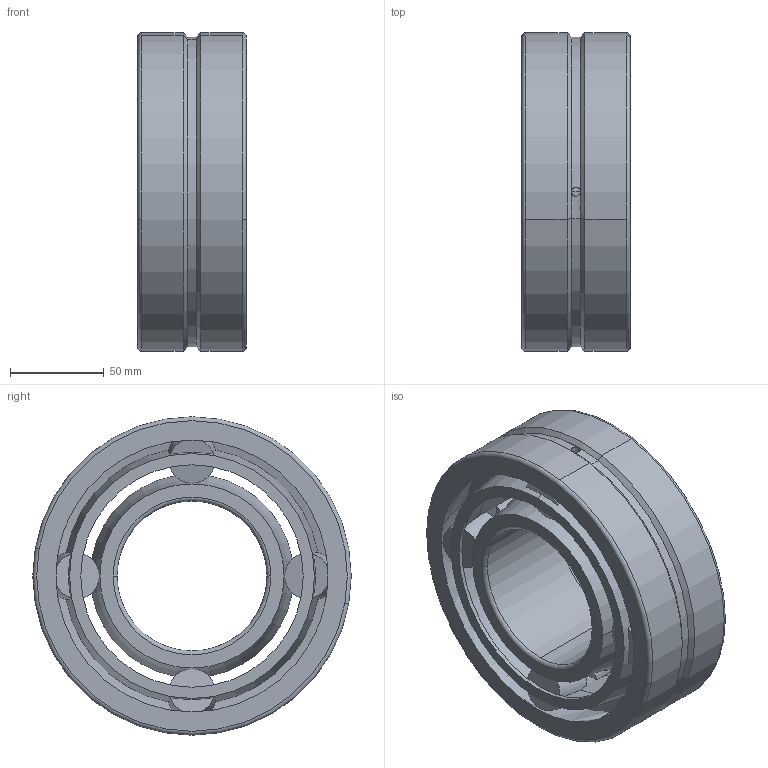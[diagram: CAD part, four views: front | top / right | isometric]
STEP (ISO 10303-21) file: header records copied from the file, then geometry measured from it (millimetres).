
FILE_DESCRIPTION(('STEP AP214'),'1');
FILE_NAME('22316-e1-xl.stp','2024-10-17T09:55:15',('TraceParts'),('TraceParts S.A.'),'Spatial InterOp 3D',' ',' ');
FILE_SCHEMA(('AUTOMOTIVE_DESIGN { 1 0 10303 214 1 1 1 1 }'));
Length unit declared in the file: millimetre
Products named in the file (1): 22316-e1-xl_1
Bounding box: 58 x 170 x 170 mm (x, y, z)
Volume: 630270.2 mm3; surface area: 198573.9 mm2
Topology: 12 solids, 12 shells, 143 faces, 502 edges, 266 vertices
Faces by surface type: torus 60, plane 40, cylinder 25, cone 16, sphere 2
Entity records: 6251 total; most frequent: CARTESIAN_POINT 1194, DIRECTION 910, ORIENTED_EDGE 804, AXIS2_PLACEMENT_3D 435, EDGE_CURVE 402, VERTEX_POINT 266, CIRCLE 232, EDGE_LOOP 152
